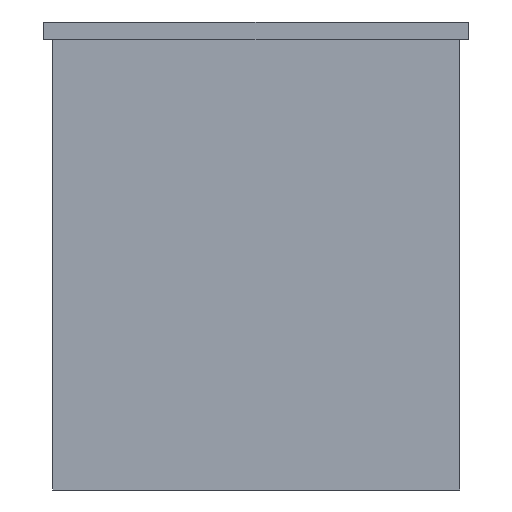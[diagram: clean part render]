
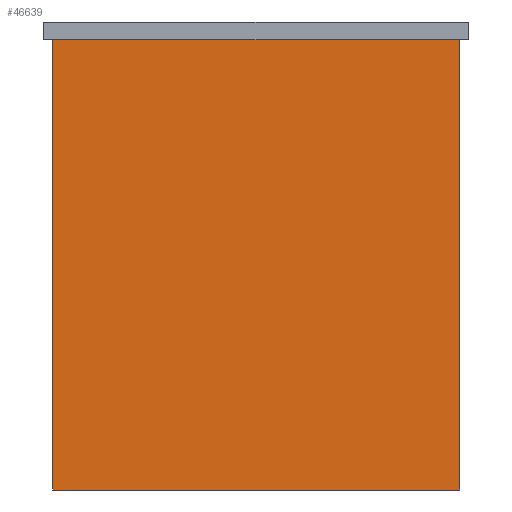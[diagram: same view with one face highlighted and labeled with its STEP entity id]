
A CAD part, front view. The second image highlights one B-rep face of the part: STEP entity #46639.
In plain terms, the highlighted face is planar.
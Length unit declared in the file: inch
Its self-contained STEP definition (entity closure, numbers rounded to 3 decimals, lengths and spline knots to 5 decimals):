
#46391=CARTESIAN_POINT('',(-1.81,2.0,0.8455));
#46392=VERTEX_POINT('',#46391);
#46399=CARTESIAN_POINT('',(1.81,2.0,0.8455));
#46400=VERTEX_POINT('',#46399);
#46401=CARTESIAN_POINT('',(-1.81,2.0,0.8455));
#46402=DIRECTION('',(1.0,0.0,0.0));
#46403=VECTOR('',#46402,3.62);
#46404=LINE('',#46401,#46403);
#46405=EDGE_CURVE('',#46392,#46400,#46404,.T.);
#46543=CARTESIAN_POINT('',(1.81,-2.0,0.8455));
#46544=VERTEX_POINT('',#46543);
#46545=CARTESIAN_POINT('',(1.81,2.0,0.8455));
#46546=DIRECTION('',(0.0,-1.0,0.0));
#46547=VECTOR('',#46546,4.0);
#46548=LINE('',#46545,#46547);
#46549=EDGE_CURVE('',#46400,#46544,#46548,.T.);
#46574=CARTESIAN_POINT('',(-1.81,-2.0,0.8455));
#46575=VERTEX_POINT('',#46574);
#46576=CARTESIAN_POINT('',(1.81,-2.0,0.8455));
#46577=DIRECTION('',(-1.0,0.0,0.0));
#46578=VECTOR('',#46577,3.62);
#46579=LINE('',#46576,#46578);
#46580=EDGE_CURVE('',#46544,#46575,#46579,.T.);
#46611=CARTESIAN_POINT('',(-1.81,-2.0,0.8455));
#46612=DIRECTION('',(0.0,1.0,0.0));
#46613=VECTOR('',#46612,4.0);
#46614=LINE('',#46611,#46613);
#46615=EDGE_CURVE('',#46575,#46392,#46614,.T.);
#46628=CARTESIAN_POINT('',(0.,0.0,0.8455));
#46629=DIRECTION('',(0.0,0.0,1.0));
#46630=DIRECTION('',(1.0,0.0,0.0));
#46631=AXIS2_PLACEMENT_3D('',#46628,#46629,#46630);
#46632=PLANE('',#46631);
#46633=ORIENTED_EDGE('',*,*,#46405,.F.);
#46634=ORIENTED_EDGE('',*,*,#46615,.F.);
#46635=ORIENTED_EDGE('',*,*,#46580,.F.);
#46636=ORIENTED_EDGE('',*,*,#46549,.F.);
#46637=EDGE_LOOP('',(#46633,#46634,#46635,#46636));
#46638=FACE_OUTER_BOUND('',#46637,.T.);
#46639=ADVANCED_FACE('',(#46638),#46632,.T.);
